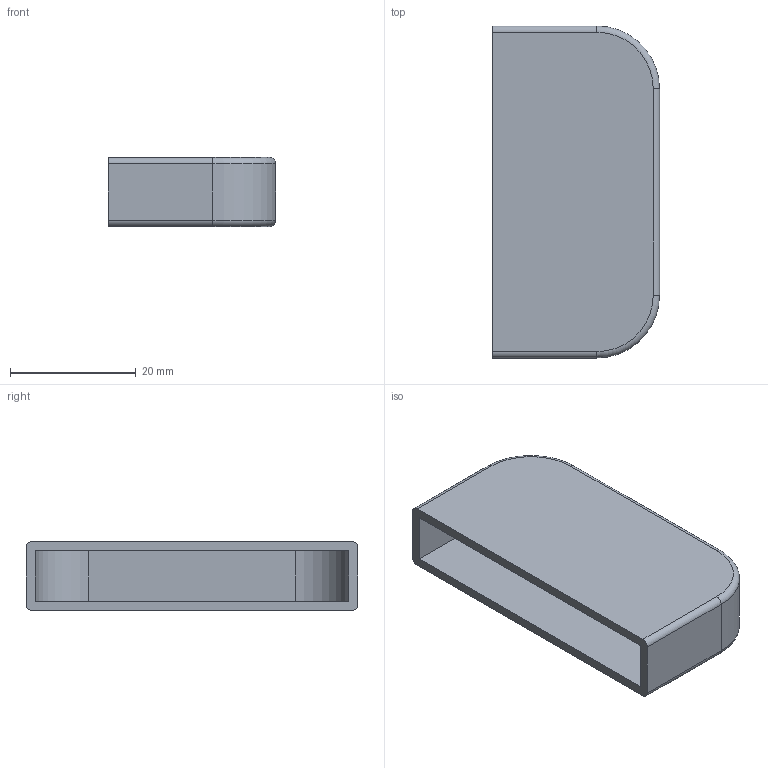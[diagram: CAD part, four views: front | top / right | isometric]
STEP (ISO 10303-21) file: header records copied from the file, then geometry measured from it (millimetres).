
FILE_DESCRIPTION(/* description */ (''),/* implementation_level */ '2;1');
FILE_NAME(/* name */ 'Documents/ _TR/Plans/Protege portillon v0.step',/* time_stamp */ '2022-05-22T19:23:49+02:00',/* author */ (''),/* organization */ (''),/* preprocessor_version */ 'ST-DEVELOPER v18.1',/* originating_system */ 'Autodesk Translation Framework v10.14.0.1471',/* authorisation */ '');
FILE_SCHEMA (('AUTOMOTIVE_DESIGN { 1 0 10303 214 3 1 1 }'));
Length unit declared in the file: millimetre
Products named in the file (1): Protege portillon
Bounding box: 26.6 x 52.83 x 11 mm (x, y, z)
Volume: 5186.6 mm3; surface area: 7075.5 mm2
Topology: 1 solids, 1 shells, 25 faces, 58 edges, 36 vertices
Faces by surface type: plane 11, cylinder 10, torus 4
Entity records: 745 total; most frequent: DIRECTION 134, CARTESIAN_POINT 120, ORIENTED_EDGE 116, EDGE_CURVE 58, AXIS2_PLACEMENT_3D 50, VERTEX_POINT 36, LINE 34, VECTOR 34
